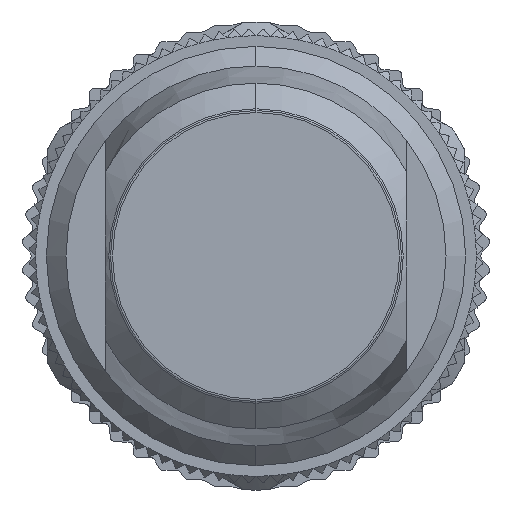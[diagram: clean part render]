
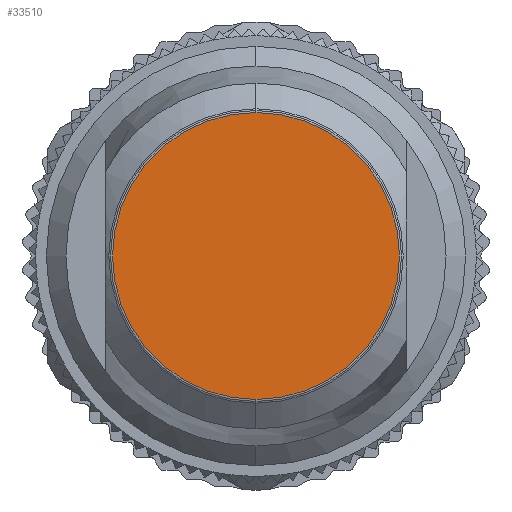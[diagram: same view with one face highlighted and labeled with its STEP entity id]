
A CAD part, left-side view. The second image highlights one B-rep face of the part: STEP entity #33510.
In plain terms, the highlighted planar face has unit normal (-1, 0, 0).
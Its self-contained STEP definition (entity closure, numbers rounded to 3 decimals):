
#17326=CARTESIAN_POINT('',(-73.,0.,0.));
#17327=DIRECTION('',(-1.,0.,0.));
#17328=DIRECTION('',(0.,0.,-1.));
#17329=AXIS2_PLACEMENT_3D('',#17326,#17327,#17328);
#17334=CARTESIAN_POINT('',(-73.,0.,0.));
#17335=DIRECTION('',(-1.,0.,0.));
#17336=DIRECTION('',(0.,0.,1.));
#17337=AXIS2_PLACEMENT_3D('',#17334,#17335,#17336);
#19967=CARTESIAN_POINT('',(-73.,0.,6.192));
#19968=VERTEX_POINT('',#19967);
#19969=CARTESIAN_POINT('',(-73.,0.,-6.192));
#19970=VERTEX_POINT('',#19969);
#33500=CARTESIAN_POINT('',(-73.,0.,0.));
#33501=DIRECTION('',(-1.,0.,0.));
#33502=DIRECTION('',(0.,0.,-1.));
#33503=AXIS2_PLACEMENT_3D('',#33500,#33501,#33502);
#33504=PLANE('',#33503);
#33506=ORIENTED_EDGE('',*,*,#33505,.F.);
#33507=ORIENTED_EDGE('',*,*,#33490,.F.);
#33508=EDGE_LOOP('',(#33506,#33507));
#33509=FACE_OUTER_BOUND('',#33508,.F.);
#33510=ADVANCED_FACE('',(#33509),#33504,.T.);
#17330=CIRCLE('',#17329,6.192);
#17338=CIRCLE('',#17337,6.192);
#33490=EDGE_CURVE('',#19968,#19970,#17338,.T.);
#33505=EDGE_CURVE('',#19970,#19968,#17330,.T.);
